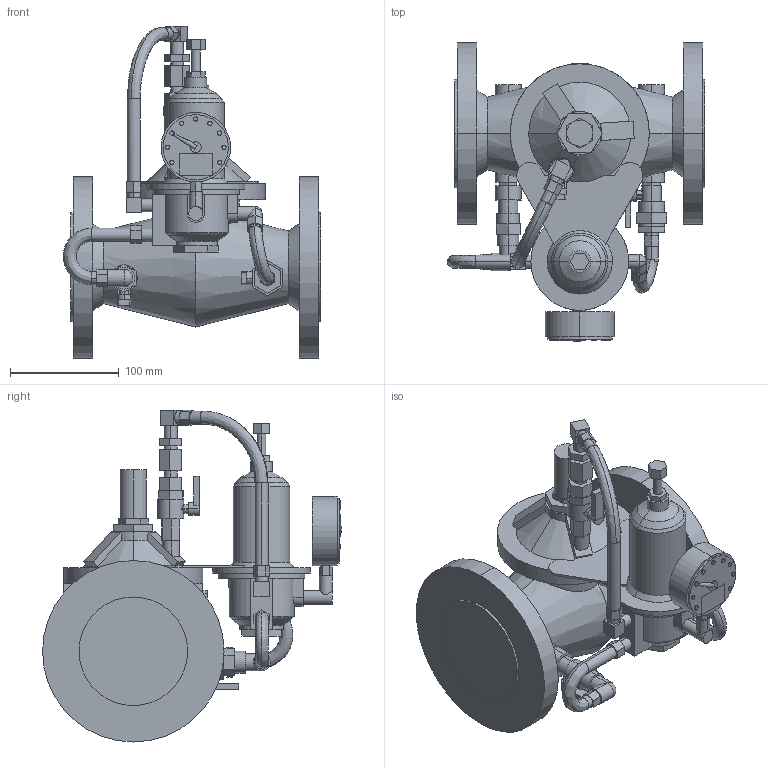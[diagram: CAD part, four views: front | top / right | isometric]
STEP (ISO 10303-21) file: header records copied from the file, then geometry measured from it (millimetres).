
FILE_DESCRIPTION(('no description'),'unknown implementation level');
FILE_NAME('_DR300-50A_3D.stp',' ',('pit-cup GmbH'),('ccLab - KiM Gmbh - www.kimweb.de'),'unknown preprocess','ACIS','unknown authorization');
FILE_SCHEMA(('automotive_design'));
Length unit declared in the file: millimetre
Products named in the file (1): 1
Bounding box: 236.99 x 275 x 305.55 mm (x, y, z)
Volume: 3044667.9 mm3; surface area: 295387.4 mm2
Topology: 1 solids, 1 shells, 598 faces, 1476 edges, 938 vertices
Faces by surface type: plane 414, cylinder 149, cone 26, bspline 6, sphere 3
Entity records: 39212 total; most frequent: CARTESIAN_POINT 8011, DIRECTION 3033, STYLED_ITEM 3009, PRESENTATION_STYLE_ASSIGNMENT 3009, COLOUR_RGB 3009, ORIENTED_EDGE 2944, EDGE_CURVE 1472, CURVE_STYLE 1472
